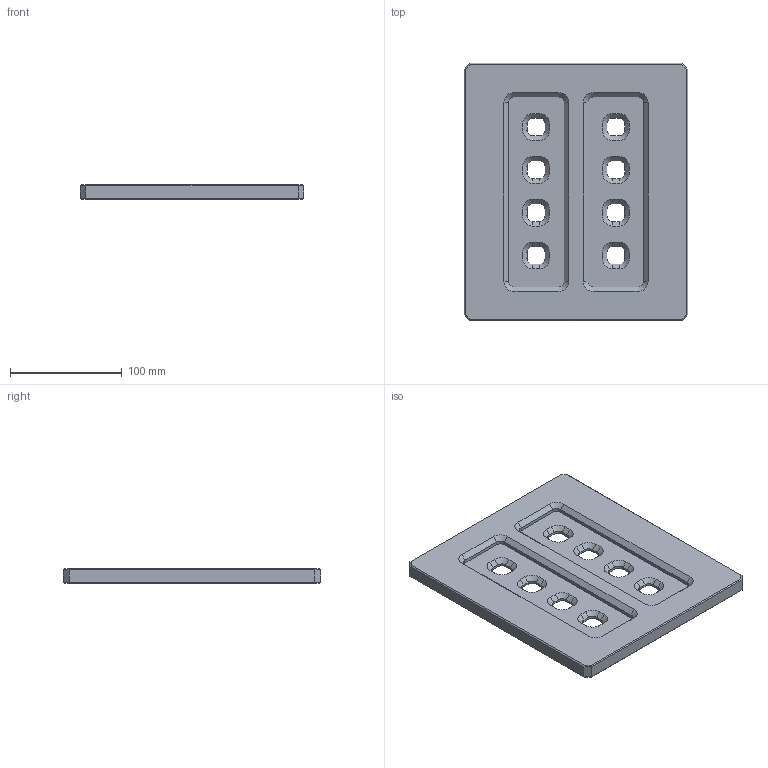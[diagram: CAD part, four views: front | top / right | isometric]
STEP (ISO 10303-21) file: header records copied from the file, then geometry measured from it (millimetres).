
FILE_DESCRIPTION(/* description */ ('Máscara Socket - TQFP48 (7x7)-AG127','CAx-IF Rec.Pracs.---Representation and Presentation of Product Manufacturing Information (PMI)---4.0---2014-10-13'),/* implementation_level */ '2;1');
FILE_NAME(/* name */ 'MSK-AG127-001 - Rev01.stp',/* time_stamp */ '2025-08-27T10:33:21-04:00',/* author */ ('wandr'),/* organization */ ('LIVOLTEK'),/* preprocessor_version */ 'ST-DEVELOPER v20.1',/* originating_system */ 'Autodesk Inventor 2026',/* authorisation */ '');
FILE_SCHEMA (('AP242_MANAGED_MODEL_BASED_3D_ENGINEERING_MIM_LF { 1 0 10303 442 2 1 4 }'));
Length unit declared in the file: millimetre
Products named in the file (1): MSK-AG127-001
Bounding box: 200 x 230 x 13 mm (x, y, z)
Volume: 455245.5 mm3; surface area: 104181.8 mm2
Topology: 1 solids, 1 shells, 194 faces, 472 edges, 282 vertices
Faces by surface type: plane 108, cone 44, cylinder 42
Full cylindrical faces by diameter (mm): 4.2 x2
Entity records: 5977 total; most frequent: CARTESIAN_POINT 1070, DIRECTION 1020, ORIENTED_EDGE 940, EDGE_CURVE 470, LINE 342, VECTOR 342, AXIS2_PLACEMENT_3D 339, VERTEX_POINT 282
